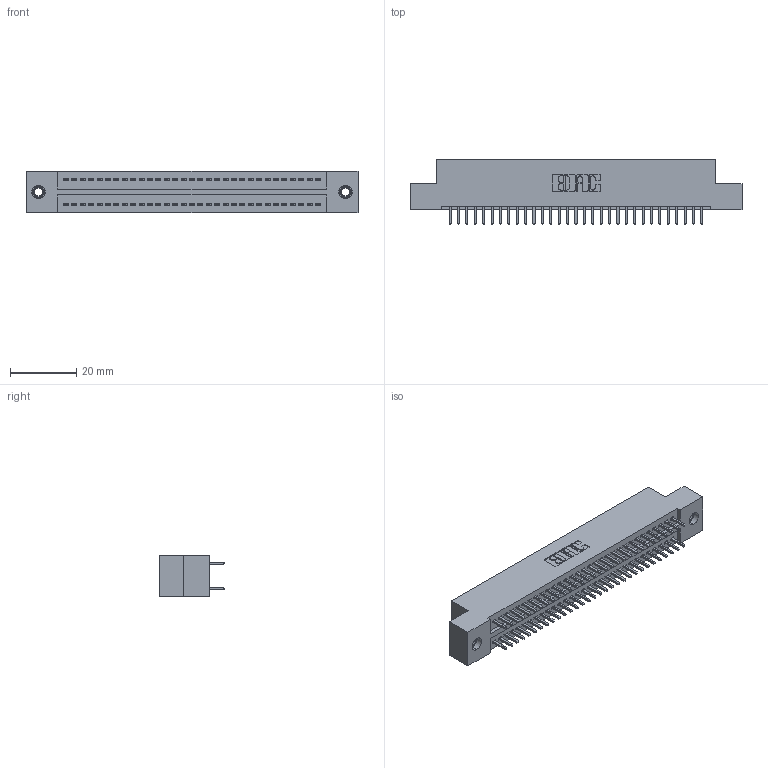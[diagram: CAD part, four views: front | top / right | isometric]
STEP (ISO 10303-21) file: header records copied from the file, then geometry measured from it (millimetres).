
FILE_DESCRIPTION (( 'STEP AP203' ), '1' );
FILE_NAME ('325-062-520-207.STEP', '2020-02-25T02:58:34', ( '' ), ( '' ), 'SwSTEP 2.0', 'SolidWorks 2016', '' );
FILE_SCHEMA (( 'CONFIG_CONTROL_DESIGN' ));
Length unit declared in the file: inch
Products named in the file (4): 325-062-520-207; 325 Part_TI; 345-250-001_345-250-005-103; 325-292-001_325-293-120
Assembly tree (65 placements, depth 2):
  325-062-520-207
    325 Part_TI
    325-292-001_325-293-120  x62
    345-250-001_345-250-005-103  x2
Bounding box: 100.46 x 19.68 x 12.45 mm (x, y, z)
Volume: 12847 mm3; surface area: 15189.7 mm2
Topology: 65 solids, 65 shells, 3398 faces, 10057 edges, 6614 vertices
Faces by surface type: plane 2334, cylinder 1048, cone 12, torus 4
Entity records: 22570 total; most frequent: CARTESIAN_POINT 3737, ORIENTED_EDGE 3666, DIRECTION 3243, EDGE_CURVE 1833, VECTOR 1685, LINE 1685, VERTEX_POINT 1216, AXIS2_PLACEMENT_3D 779
